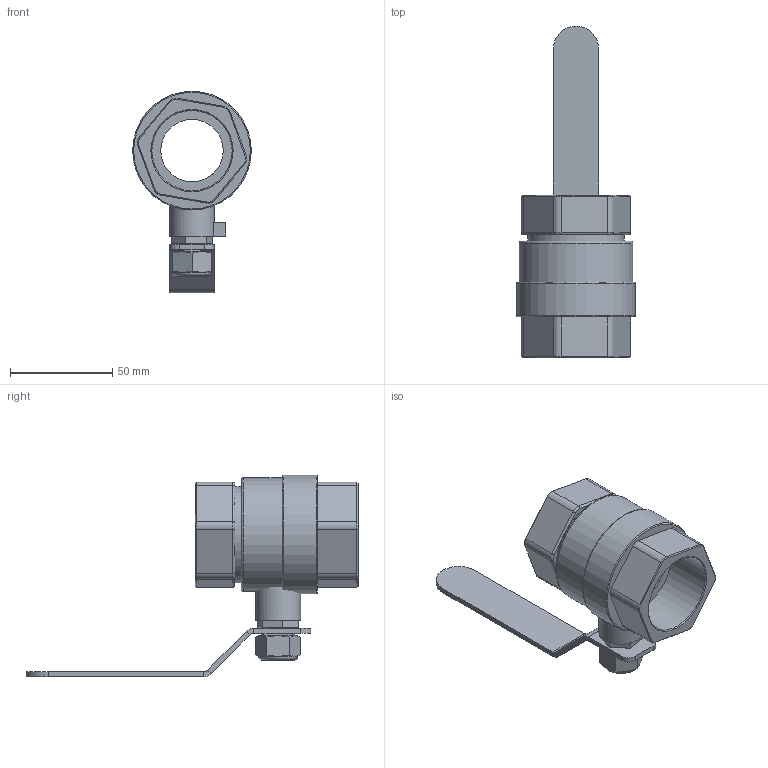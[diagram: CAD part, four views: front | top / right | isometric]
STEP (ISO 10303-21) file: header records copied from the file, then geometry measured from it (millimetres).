
FILE_DESCRIPTION(/* description */ (''),/* implementation_level */ '2;1');
FILE_NAME(/* name */ '1050 1 1_4_ Muf_Muf.step',/* time_stamp */ '2018-06-06T12:38:31+02:00',/* author */ ('mr84N69'),/* organization */ (''),/* preprocessor_version */ 'ST-DEVELOPER v17',/* originating_system */ 'Autodesk Translation Framework v7.1.0.215',/* authorisation */ '');
FILE_SCHEMA (('AUTOMOTIVE_DESIGN { 1 0 10303 214 3 1 1 }'));
Length unit declared in the file: millimetre
Products named in the file (4): 1050 1 1/4" Muf/Muf; Component1; Håndtag 1 1/2"; 94645A230
Assembly tree (3 placements, depth 2):
  1050 1 1/4" Muf/Muf
    Component1
    Håndtag 1 1/2"
    94645A230
Bounding box: 58 x 162.21 x 98.41 mm (x, y, z)
Volume: 119866 mm3; surface area: 40950.6 mm2
Topology: 7 solids, 7 shells, 195 faces, 452 edges, 280 vertices
Faces by surface type: plane 88, cylinder 54, cone 41, torus 12
Full cylindrical faces by diameter (mm): 10.346 x1, 10.52 x5, 12 x4, 12.673 x1, 16 x1, 22 x1, 30.5 x1, 39.2 x3, 47 x1, 55.5 x1, 58 x1
Entity records: 6044 total; most frequent: CARTESIAN_POINT 1459, DIRECTION 986, ORIENTED_EDGE 904, EDGE_CURVE 452, AXIS2_PLACEMENT_3D 383, VERTEX_POINT 280, LINE 220, VECTOR 220
